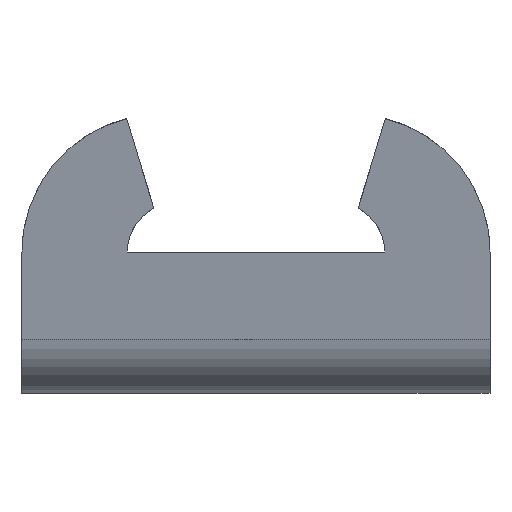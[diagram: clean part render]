
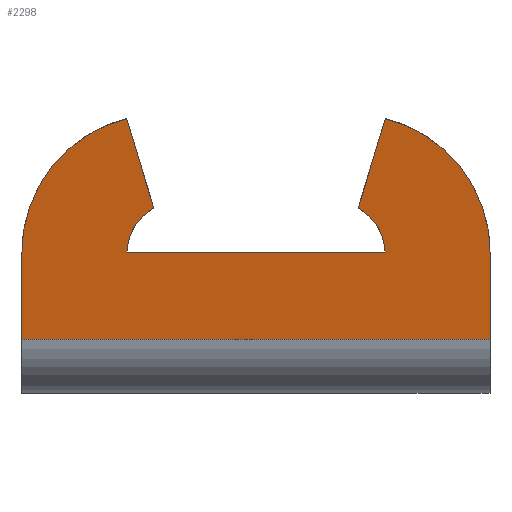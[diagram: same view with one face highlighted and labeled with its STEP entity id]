
A CAD part, front view. The second image highlights one B-rep face of the part: STEP entity #2298.
In plain terms, the highlighted planar face has unit normal (0, -0.986, -0.169).
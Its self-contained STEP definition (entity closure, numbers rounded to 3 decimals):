
#31 = DIRECTION ( 'NONE',  ( 0.287, -0.162, 0.944 ) ) ;
#176 = EDGE_LOOP ( 'NONE', ( #2366, #2252, #590, #2946, #1955, #2050, #1643, #2387, #761, #1678 ) ) ;
#199 = VERTEX_POINT ( 'NONE', #2682 ) ;
#281 = CARTESIAN_POINT ( 'NONE',  ( 41.473, -9.965, 20.725 ) ) ;
#315 = CARTESIAN_POINT ( 'NONE',  ( 12.374, -9.639, 18.824 ) ) ;
#330 = CARTESIAN_POINT ( 'NONE',  ( 15.5, -10.14, 21.752 ) ) ;
#340 = CARTESIAN_POINT ( 'NONE',  ( 55., -7.5, 6.325 ) ) ;
#349 = CARTESIAN_POINT ( 'NONE',  ( 55., -7.5, 6.325 ) ) ;
#420 = LINE ( 'NONE', #1353, #2748 ) ;
#462 = CARTESIAN_POINT ( 'NONE',  ( 39.5, -10.14, 21.752 ) ) ;
#510 = CARTESIAN_POINT ( 'NONE',  ( 42.626, -9.259, 16.6 ) ) ;
#590 = ORIENTED_EDGE ( 'NONE', *, *, #2991, .F. ) ;
#598 = EDGE_CURVE ( 'NONE', #2441, #1851, #2163, .T. ) ;
#605 = VECTOR ( 'NONE', #31, 1000. ) ;
#761 = ORIENTED_EDGE ( 'NONE', *, *, #1231, .T. ) ;
#857 = CARTESIAN_POINT ( 'NONE',  ( 12.3, -11.942, 32.277 ) ) ;
#893 = VERTEX_POINT ( 'NONE', #1962 ) ;
#1034 = LINE ( 'NONE', #2218, #2202 ) ;
#1042 = EDGE_CURVE ( 'NONE', #2610, #2325, #1663, .T. ) ;
#1051 = DIRECTION ( 'NONE',  ( 0., 0.169, -0.986 ) ) ;
#1122 = VECTOR ( 'NONE', #1433, 1000. ) ;
#1188 = LINE ( 'NONE', #2122, #605 ) ;
#1231 = EDGE_CURVE ( 'NONE', #2325, #1801, #1034, .T. ) ;
#1242 = CARTESIAN_POINT ( 'NONE',  ( 55., -9.259, 16.6 ) ) ;
#1253 = CARTESIAN_POINT ( 'NONE',  ( 42.7, -11.942, 32.277 ) ) ;
#1294 = DIRECTION ( 'NONE',  ( 0., 0.169, -0.986 ) ) ;
#1310 = CARTESIAN_POINT ( 'NONE',  ( 0., -7.5, 6.325 ) ) ;
#1353 = CARTESIAN_POINT ( 'NONE',  ( 55., -9.259, 16.6 ) ) ;
#1360 = EDGE_CURVE ( 'NONE', #2287, #2383, #1680, .T. ) ;
#1433 = DIRECTION ( 'NONE',  ( -1., 0., 0. ) ) ;
#1443 = CARTESIAN_POINT ( 'NONE',  ( 42.626, -9.639, 18.824 ) ) ;
#1492 = CARTESIAN_POINT ( 'NONE',  ( 0., -9.259, 16.6 ) ) ;
#1574 = CARTESIAN_POINT ( 'NONE',  ( 55., -7.5, 6.325 ) ) ;
#1582 = EDGE_CURVE ( 'NONE', #2482, #2610, #420, .T. ) ;
#1643 = ORIENTED_EDGE ( 'NONE', *, *, #1582, .T. ) ;
#1663 =( BOUNDED_CURVE ( )  B_SPLINE_CURVE ( 3, ( #2428, #315, #2377, #330 ),
 .UNSPECIFIED., .F., .F. ) 
 B_SPLINE_CURVE_WITH_KNOTS ( ( 4, 4 ),
 ( 1.571, 2.662 ),
 .UNSPECIFIED. ) 
 CURVE ( )  GEOMETRIC_REPRESENTATION_ITEM ( )  RATIONAL_B_SPLINE_CURVE ( ( 1., 0.903, 0.903, 1. ) ) 
 REPRESENTATION_ITEM ( '' )  );
#1678 = ORIENTED_EDGE ( 'NONE', *, *, #1738, .T. ) ;
#1680 = LINE ( 'NONE', #1901, #1122 ) ;
#1736 = AXIS2_PLACEMENT_3D ( 'NONE', #340, #1986, #2925 ) ;
#1738 = EDGE_CURVE ( 'NONE', #1801, #893, #2481, .T. ) ;
#1750 =( BOUNDED_CURVE ( )  B_SPLINE_CURVE ( 3, ( #510, #1443, #281, #462 ),
 .UNSPECIFIED., .F., .F. ) 
 B_SPLINE_CURVE_WITH_KNOTS ( ( 4, 4 ),
 ( 1.571, 2.662 ),
 .UNSPECIFIED. ) 
 CURVE ( )  GEOMETRIC_REPRESENTATION_ITEM ( )  RATIONAL_B_SPLINE_CURVE ( ( 1., 0.903, 0.903, 1. ) ) 
 REPRESENTATION_ITEM ( '' )  );
#1766 = FACE_OUTER_BOUND ( 'NONE', #176, .T. ) ;
#1780 = CARTESIAN_POINT ( 'NONE',  ( 55., -10.584, 24.343 ) ) ;
#1801 = VERTEX_POINT ( 'NONE', #857 ) ;
#1851 = VERTEX_POINT ( 'NONE', #3018 ) ;
#1875 = VECTOR ( 'NONE', #1294, 1000. ) ;
#1901 = CARTESIAN_POINT ( 'NONE',  ( 55., -7.5, 6.325 ) ) ;
#1926 = CARTESIAN_POINT ( 'NONE',  ( 4.78, -11.626, 30.434 ) ) ;
#1934 = EDGE_CURVE ( 'NONE', #2482, #199, #1750, .T. ) ;
#1955 = ORIENTED_EDGE ( 'NONE', *, *, #2894, .F. ) ;
#1962 = CARTESIAN_POINT ( 'NONE',  ( 0., -9.259, 16.6 ) ) ;
#1986 = DIRECTION ( 'NONE',  ( 0., 0.986, 0.169 ) ) ;
#1992 = DIRECTION ( 'NONE',  ( -0.287, -0.162, 0.944 ) ) ;
#2007 = LINE ( 'NONE', #1310, #2023 ) ;
#2023 = VECTOR ( 'NONE', #1051, 1000. ) ;
#2050 = ORIENTED_EDGE ( 'NONE', *, *, #1934, .F. ) ;
#2054 = CARTESIAN_POINT ( 'NONE',  ( 0., -7.5, 6.325 ) ) ;
#2122 = CARTESIAN_POINT ( 'NONE',  ( 36.473, -8.437, 11.798 ) ) ;
#2163 =( BOUNDED_CURVE ( )  B_SPLINE_CURVE ( 3, ( #2191, #2419, #1780, #1242 ),
 .UNSPECIFIED., .F., .F. ) 
 B_SPLINE_CURVE_WITH_KNOTS ( ( 4, 4 ),
 ( 3.382, 4.712 ),
 .UNSPECIFIED. ) 
 CURVE ( )  GEOMETRIC_REPRESENTATION_ITEM ( )  RATIONAL_B_SPLINE_CURVE ( ( 1., 0.858, 0.858, 1. ) ) 
 REPRESENTATION_ITEM ( '' )  );
#2191 = CARTESIAN_POINT ( 'NONE',  ( 42.7, -11.942, 32.277 ) ) ;
#2202 = VECTOR ( 'NONE', #1992, 1000. ) ;
#2218 = CARTESIAN_POINT ( 'NONE',  ( 23.06, -5.885, -3.11 ) ) ;
#2252 = ORIENTED_EDGE ( 'NONE', *, *, #1360, .F. ) ;
#2286 = DIRECTION ( 'NONE',  ( -1., 0., 0. ) ) ;
#2287 = VERTEX_POINT ( 'NONE', #1574 ) ;
#2298 = ADVANCED_FACE ( 'NONE', ( #1766 ), #2438, .F. ) ;
#2325 = VERTEX_POINT ( 'NONE', #2807 ) ;
#2366 = ORIENTED_EDGE ( 'NONE', *, *, #3004, .T. ) ;
#2377 = CARTESIAN_POINT ( 'NONE',  ( 13.527, -9.965, 20.725 ) ) ;
#2383 = VERTEX_POINT ( 'NONE', #2054 ) ;
#2387 = ORIENTED_EDGE ( 'NONE', *, *, #1042, .T. ) ;
#2417 = CARTESIAN_POINT ( 'NONE',  ( 42.626, -9.259, 16.6 ) ) ;
#2419 = CARTESIAN_POINT ( 'NONE',  ( 50.22, -11.626, 30.434 ) ) ;
#2428 = CARTESIAN_POINT ( 'NONE',  ( 12.374, -9.259, 16.6 ) ) ;
#2438 = PLANE ( 'NONE',  #1736 ) ;
#2441 = VERTEX_POINT ( 'NONE', #1253 ) ;
#2481 =( BOUNDED_CURVE ( )  B_SPLINE_CURVE ( 3, ( #2590, #1926, #2660, #1492 ),
 .UNSPECIFIED., .F., .F. ) 
 B_SPLINE_CURVE_WITH_KNOTS ( ( 4, 4 ),
 ( 3.382, 4.712 ),
 .UNSPECIFIED. ) 
 CURVE ( )  GEOMETRIC_REPRESENTATION_ITEM ( )  RATIONAL_B_SPLINE_CURVE ( ( 1., 0.858, 0.858, 1. ) ) 
 REPRESENTATION_ITEM ( '' )  );
#2482 = VERTEX_POINT ( 'NONE', #2417 ) ;
#2590 = CARTESIAN_POINT ( 'NONE',  ( 12.3, -11.942, 32.277 ) ) ;
#2610 = VERTEX_POINT ( 'NONE', #2729 ) ;
#2660 = CARTESIAN_POINT ( 'NONE',  ( 0., -10.584, 24.343 ) ) ;
#2682 = CARTESIAN_POINT ( 'NONE',  ( 39.5, -10.14, 21.752 ) ) ;
#2714 = LINE ( 'NONE', #349, #1875 ) ;
#2729 = CARTESIAN_POINT ( 'NONE',  ( 12.374, -9.259, 16.6 ) ) ;
#2748 = VECTOR ( 'NONE', #2286, 1000. ) ;
#2807 = CARTESIAN_POINT ( 'NONE',  ( 15.5, -10.14, 21.752 ) ) ;
#2894 = EDGE_CURVE ( 'NONE', #199, #2441, #1188, .T. ) ;
#2925 = DIRECTION ( 'NONE',  ( 0., -0.169, 0.986 ) ) ;
#2946 = ORIENTED_EDGE ( 'NONE', *, *, #598, .F. ) ;
#2991 = EDGE_CURVE ( 'NONE', #1851, #2287, #2714, .T. ) ;
#3004 = EDGE_CURVE ( 'NONE', #893, #2383, #2007, .T. ) ;
#3018 = CARTESIAN_POINT ( 'NONE',  ( 55., -9.259, 16.6 ) ) ;
